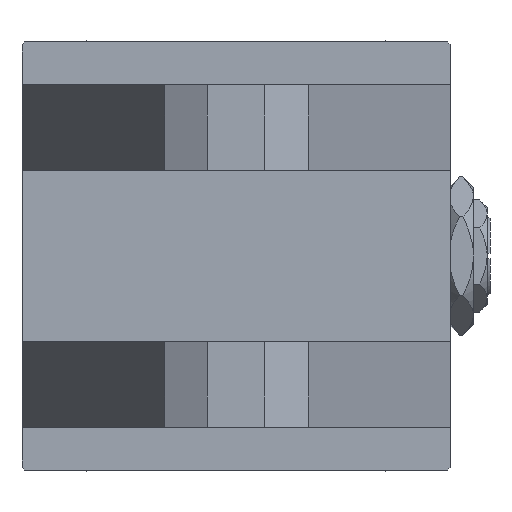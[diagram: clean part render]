
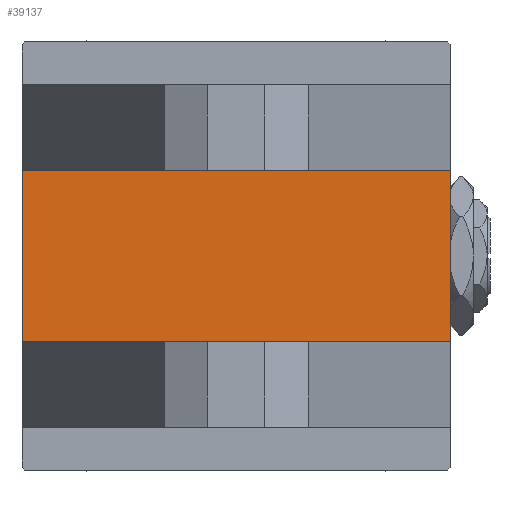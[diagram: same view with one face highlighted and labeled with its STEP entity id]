
A CAD part, left-side view. The second image highlights one B-rep face of the part: STEP entity #39137.
In plain terms, the highlighted planar face has unit normal (-1, 0, 0).
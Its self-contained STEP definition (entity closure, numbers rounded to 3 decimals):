
#1172 = LINE ( 'NONE', #25218, #41317 ) ;
#7494 = EDGE_CURVE ( 'NONE', #20772, #28534, #28332, .T. ) ;
#8941 = DIRECTION ( 'NONE',  ( 0., -1., 0. ) ) ;
#9057 = VECTOR ( 'NONE', #45086, 1000. ) ;
#14082 = DIRECTION ( 'NONE',  ( 0., 0., -1. ) ) ;
#15857 = DIRECTION ( 'NONE',  ( 0., 0., 1. ) ) ;
#17227 = ORIENTED_EDGE ( 'NONE', *, *, #23490, .T. ) ;
#17884 = DIRECTION ( 'NONE',  ( 0., -1., 0. ) ) ;
#18098 = CARTESIAN_POINT ( 'NONE',  ( 0., 15., -37.5 ) ) ;
#20043 = EDGE_CURVE ( 'NONE', #27063, #28534, #25003, .T. ) ;
#20772 = VERTEX_POINT ( 'NONE', #18098 ) ;
#20806 = CARTESIAN_POINT ( 'NONE',  ( 0., -15., 37.5 ) ) ;
#21660 = LINE ( 'NONE', #25093, #37453 ) ;
#21756 = VERTEX_POINT ( 'NONE', #25389 ) ;
#22141 = ORIENTED_EDGE ( 'NONE', *, *, #7494, .T. ) ;
#22246 = AXIS2_PLACEMENT_3D ( 'NONE', #35724, #23968, #15857 ) ;
#23490 = EDGE_CURVE ( 'NONE', #21756, #20772, #21660, .T. ) ;
#23968 = DIRECTION ( 'NONE',  ( -1., 0., 0. ) ) ;
#25003 = LINE ( 'NONE', #20806, #9057 ) ;
#25093 = CARTESIAN_POINT ( 'NONE',  ( 0., 15., 37.5 ) ) ;
#25218 = CARTESIAN_POINT ( 'NONE',  ( 0., 37.5, 37.5 ) ) ;
#25389 = CARTESIAN_POINT ( 'NONE',  ( 0., 15., 37.5 ) ) ;
#27063 = VERTEX_POINT ( 'NONE', #37716 ) ;
#28332 = LINE ( 'NONE', #44256, #35479 ) ;
#28534 = VERTEX_POINT ( 'NONE', #30294 ) ;
#30294 = CARTESIAN_POINT ( 'NONE',  ( 0., -15., -37.5 ) ) ;
#31021 = ORIENTED_EDGE ( 'NONE', *, *, #37916, .F. ) ;
#35479 = VECTOR ( 'NONE', #8941, 1000. ) ;
#35724 = CARTESIAN_POINT ( 'NONE',  ( 0., 0., 0. ) ) ;
#37453 = VECTOR ( 'NONE', #14082, 1000. ) ;
#37716 = CARTESIAN_POINT ( 'NONE',  ( 0., -15., 37.5 ) ) ;
#37916 = EDGE_CURVE ( 'NONE', #21756, #27063, #1172, .T. ) ;
#39137 = ADVANCED_FACE ( 'NONE', ( #48256 ), #40151, .T. ) ;
#40151 = PLANE ( 'NONE',  #22246 ) ;
#41317 = VECTOR ( 'NONE', #17884, 1000. ) ;
#44256 = CARTESIAN_POINT ( 'NONE',  ( 0., 37.5, -37.5 ) ) ;
#45086 = DIRECTION ( 'NONE',  ( 0., 0., -1. ) ) ;
#45643 = EDGE_LOOP ( 'NONE', ( #22141, #50130, #31021, #17227 ) ) ;
#48256 = FACE_OUTER_BOUND ( 'NONE', #45643, .T. ) ;
#50130 = ORIENTED_EDGE ( 'NONE', *, *, #20043, .F. ) ;
